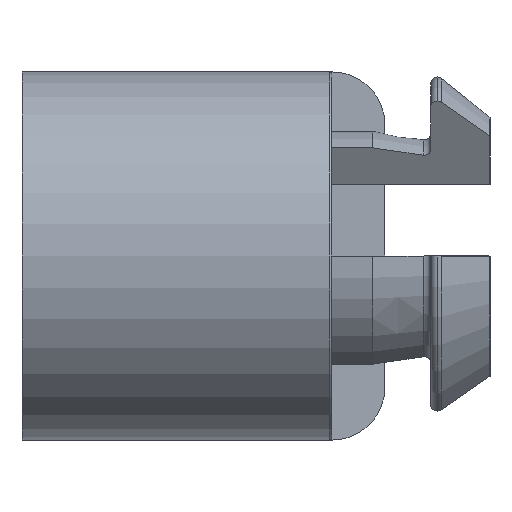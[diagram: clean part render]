
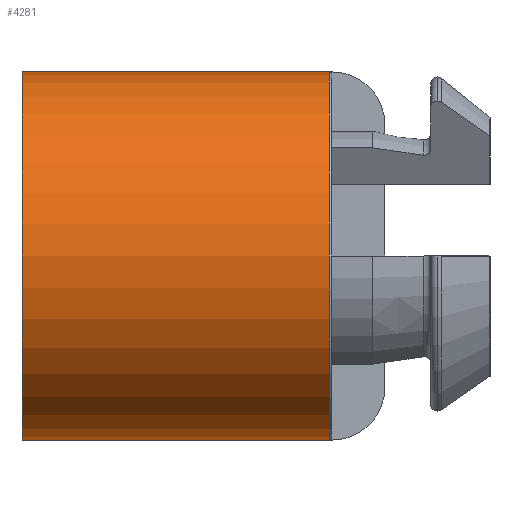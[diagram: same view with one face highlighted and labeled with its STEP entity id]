
A CAD part, left-side view. The second image highlights one B-rep face of the part: STEP entity #4281.
In plain terms, the highlighted cylindrical face has radius 7 mm (diameter 14 mm), a full revolution.
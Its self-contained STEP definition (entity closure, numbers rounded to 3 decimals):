
#293=CARTESIAN_POINT('',(-25.,-0.5,-14.));
#294=VERTEX_POINT('',#293);
#301=CARTESIAN_POINT('',(-25.,-0.5,0.));
#302=VERTEX_POINT('',#301);
#303=CARTESIAN_POINT('',(-25.,-0.5,-7.));
#304=DIRECTION('',(-0.,1.,-0.));
#305=DIRECTION('',(1.,0.,0.));
#306=AXIS2_PLACEMENT_3D('',#303,#304,#305);
#307=CIRCLE('',#306,7.);
#308=EDGE_CURVE('',#294,#302,#307,.T.);
#4200=CARTESIAN_POINT('',(-25.,0.,-7.));
#4201=DIRECTION('',(0.,1.,0.));
#4202=DIRECTION('',(0.,-0.,1.));
#4203=AXIS2_PLACEMENT_3D('',#4200,#4201,#4202);
#4204=CYLINDRICAL_SURFACE('',#4203,7.);
#4205=CARTESIAN_POINT('',(-25.,-8.5,0.));
#4206=VERTEX_POINT('',#4205);
#4207=CARTESIAN_POINT('',(-25.,-12.184,0.));
#4208=VERTEX_POINT('',#4207);
#4209=CARTESIAN_POINT('',(-25.,-8.5,0.));
#4210=DIRECTION('',(-0.,-1.,-0.));
#4211=VECTOR('',#4210,3.684);
#4212=LINE('',#4209,#4211);
#4213=EDGE_CURVE('',#4206,#4208,#4212,.T.);
#4214=ORIENTED_EDGE('',*,*,#4213,.T.);
#4215=CARTESIAN_POINT('',(-25.,-12.184,-14.));
#4216=VERTEX_POINT('',#4215);
#4217=CARTESIAN_POINT('',(-25.,-12.184,-7.));
#4218=DIRECTION('',(-0.,1.,-0.));
#4219=DIRECTION('',(0.,0.,-1.));
#4220=AXIS2_PLACEMENT_3D('',#4217,#4218,#4219);
#4221=CIRCLE('',#4220,7.);
#4222=EDGE_CURVE('',#4208,#4216,#4221,.T.);
#4223=ORIENTED_EDGE('',*,*,#4222,.T.);
#4224=CARTESIAN_POINT('',(-25.,-12.184,-7.));
#4225=DIRECTION('',(-0.,1.,-0.));
#4226=DIRECTION('',(0.,0.,-1.));
#4227=AXIS2_PLACEMENT_3D('',#4224,#4225,#4226);
#4228=CIRCLE('',#4227,7.);
#4229=EDGE_CURVE('',#4216,#4208,#4228,.T.);
#4230=ORIENTED_EDGE('',*,*,#4229,.T.);
#4231=ORIENTED_EDGE('',*,*,#4213,.F.);
#4232=CARTESIAN_POINT('',(-25.,-5.,0.));
#4233=VERTEX_POINT('',#4232);
#4234=CARTESIAN_POINT('',(-25.,-5.,0.));
#4235=DIRECTION('',(-0.,-1.,-0.));
#4236=VECTOR('',#4235,3.5);
#4237=LINE('',#4234,#4236);
#4238=EDGE_CURVE('',#4233,#4206,#4237,.T.);
#4239=ORIENTED_EDGE('',*,*,#4238,.F.);
#4240=CARTESIAN_POINT('',(-25.,-0.5,0.));
#4241=DIRECTION('',(-0.,-1.,-0.));
#4242=VECTOR('',#4241,4.5);
#4243=LINE('',#4240,#4242);
#4244=EDGE_CURVE('',#302,#4233,#4243,.T.);
#4245=ORIENTED_EDGE('',*,*,#4244,.F.);
#4246=ORIENTED_EDGE('',*,*,#308,.F.);
#4247=CARTESIAN_POINT('',(-25.,-5.,-14.));
#4248=VERTEX_POINT('',#4247);
#4249=CARTESIAN_POINT('',(-25.,-5.,-14.));
#4250=DIRECTION('',(0.,1.,0.));
#4251=VECTOR('',#4250,4.5);
#4252=LINE('',#4249,#4251);
#4253=EDGE_CURVE('',#4248,#294,#4252,.T.);
#4254=ORIENTED_EDGE('',*,*,#4253,.F.);
#4255=CARTESIAN_POINT('',(-25.,-8.5,-14.));
#4256=VERTEX_POINT('',#4255);
#4257=CARTESIAN_POINT('',(-25.,-8.5,-14.));
#4258=DIRECTION('',(0.,1.,0.));
#4259=VECTOR('',#4258,3.5);
#4260=LINE('',#4257,#4259);
#4261=EDGE_CURVE('',#4256,#4248,#4260,.T.);
#4262=ORIENTED_EDGE('',*,*,#4261,.F.);
#4263=CARTESIAN_POINT('',(-18.,-8.5,-7.));
#4264=VERTEX_POINT('',#4263);
#4265=CARTESIAN_POINT('',(-25.,-8.5,-7.));
#4266=DIRECTION('',(0.,1.,-0.));
#4267=DIRECTION('',(-1.,0.,0.));
#4268=AXIS2_PLACEMENT_3D('',#4265,#4266,#4267);
#4269=CIRCLE('',#4268,7.);
#4270=EDGE_CURVE('',#4264,#4256,#4269,.T.);
#4271=ORIENTED_EDGE('',*,*,#4270,.F.);
#4272=CARTESIAN_POINT('',(-25.,-8.5,-7.));
#4273=DIRECTION('',(0.,1.,-0.));
#4274=DIRECTION('',(-1.,0.,0.));
#4275=AXIS2_PLACEMENT_3D('',#4272,#4273,#4274);
#4276=CIRCLE('',#4275,7.);
#4277=EDGE_CURVE('',#4206,#4264,#4276,.T.);
#4278=ORIENTED_EDGE('',*,*,#4277,.F.);
#4279=EDGE_LOOP('',(#4214,#4223,#4230,#4231,#4239,#4245,#4246,#4254,#4262,#4271,#4278));
#4280=FACE_BOUND('',#4279,.T.);
#4281=ADVANCED_FACE('',(#4280),#4204,.T.);
